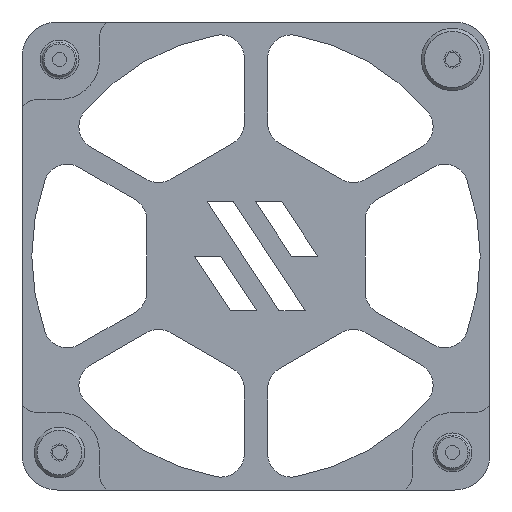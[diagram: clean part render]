
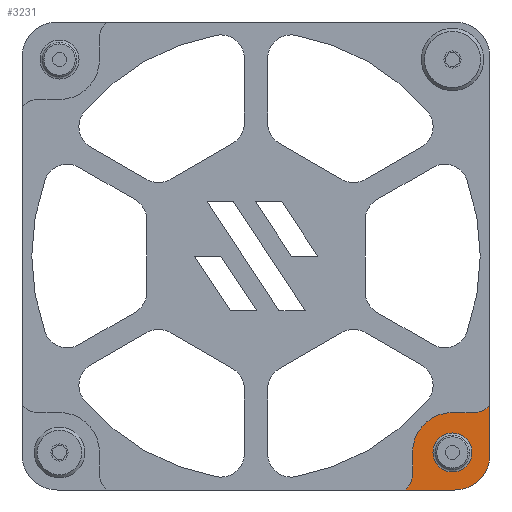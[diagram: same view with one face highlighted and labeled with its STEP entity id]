
A CAD part, left-side view. The second image highlights one B-rep face of the part: STEP entity #3231.
In plain terms, the highlighted planar face has unit normal (-1, 0, 0).
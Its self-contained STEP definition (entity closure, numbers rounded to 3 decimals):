
#48=FACE_BOUND('',#456,.T.);
#80=PLANE('',#3481);
#248=FACE_OUTER_BOUND('',#455,.T.);
#455=EDGE_LOOP('',(#2270,#2271,#2272,#2273,#2274,#2275,#2276,#2277));
#456=EDGE_LOOP('',(#2278,#2279));
#675=LINE('',#4966,#977);
#676=LINE('',#4970,#978);
#677=LINE('',#4974,#979);
#678=LINE('',#4978,#980);
#977=VECTOR('',#3915,10.);
#978=VECTOR('',#3918,10.);
#979=VECTOR('',#3921,10.);
#980=VECTOR('',#3924,10.);
#1286=CIRCLE('',#3476,2.5);
#1287=CIRCLE('',#3477,2.5);
#1290=CIRCLE('',#3482,4.5);
#1291=CIRCLE('',#3483,2.7);
#1292=CIRCLE('',#3484,5.123);
#1293=CIRCLE('',#3485,2.7);
#1456=VERTEX_POINT('',#4953);
#1457=VERTEX_POINT('',#4955);
#1459=VERTEX_POINT('',#4964);
#1460=VERTEX_POINT('',#4965);
#1461=VERTEX_POINT('',#4967);
#1462=VERTEX_POINT('',#4969);
#1463=VERTEX_POINT('',#4971);
#1464=VERTEX_POINT('',#4973);
#1465=VERTEX_POINT('',#4975);
#1466=VERTEX_POINT('',#4977);
#1759=EDGE_CURVE('',#1456,#1457,#1286,.T.);
#1760=EDGE_CURVE('',#1457,#1456,#1287,.T.);
#1764=EDGE_CURVE('',#1459,#1460,#675,.T.);
#1765=EDGE_CURVE('',#1461,#1459,#1290,.T.);
#1766=EDGE_CURVE('',#1462,#1461,#676,.T.);
#1767=EDGE_CURVE('',#1463,#1462,#1291,.T.);
#1768=EDGE_CURVE('',#1464,#1463,#677,.T.);
#1769=EDGE_CURVE('',#1465,#1464,#1292,.T.);
#1770=EDGE_CURVE('',#1466,#1465,#678,.T.);
#1771=EDGE_CURVE('',#1460,#1466,#1293,.T.);
#2270=ORIENTED_EDGE('',*,*,#1764,.F.);
#2271=ORIENTED_EDGE('',*,*,#1765,.F.);
#2272=ORIENTED_EDGE('',*,*,#1766,.F.);
#2273=ORIENTED_EDGE('',*,*,#1767,.F.);
#2274=ORIENTED_EDGE('',*,*,#1768,.F.);
#2275=ORIENTED_EDGE('',*,*,#1769,.F.);
#2276=ORIENTED_EDGE('',*,*,#1770,.F.);
#2277=ORIENTED_EDGE('',*,*,#1771,.F.);
#2278=ORIENTED_EDGE('',*,*,#1760,.F.);
#2279=ORIENTED_EDGE('',*,*,#1759,.F.);
#3231=ADVANCED_FACE('',(#248,#48),#80,.T.);
#3476=AXIS2_PLACEMENT_3D('',#4956,#3902,#3903);
#3477=AXIS2_PLACEMENT_3D('',#4957,#3904,#3905);
#3481=AXIS2_PLACEMENT_3D('',#4963,#3913,#3914);
#3482=AXIS2_PLACEMENT_3D('',#4968,#3916,#3917);
#3483=AXIS2_PLACEMENT_3D('',#4972,#3919,#3920);
#3484=AXIS2_PLACEMENT_3D('',#4976,#3922,#3923);
#3485=AXIS2_PLACEMENT_3D('',#4979,#3925,#3926);
#3902=DIRECTION('center_axis',(-1.,0.,0.));
#3903=DIRECTION('ref_axis',(0.,1.,0.));
#3904=DIRECTION('center_axis',(-1.,0.,0.));
#3905=DIRECTION('ref_axis',(0.,1.,0.));
#3913=DIRECTION('center_axis',(-1.,0.,0.));
#3914=DIRECTION('ref_axis',(0.,1.,0.));
#3915=DIRECTION('',(0.,1.,0.));
#3916=DIRECTION('center_axis',(1.,0.,0.));
#3917=DIRECTION('ref_axis',(0.,-1.,0.));
#3918=DIRECTION('',(0.,0.,-1.));
#3919=DIRECTION('center_axis',(-1.,0.,0.));
#3920=DIRECTION('ref_axis',(0.,0.,
-1.));
#3921=DIRECTION('',(0.,-1.,0.));
#3922=DIRECTION('center_axis',(1.,0.,0.));
#3923=DIRECTION('ref_axis',(0.,0.,1.));
#3924=DIRECTION('',(0.,0.,1.));
#3925=DIRECTION('center_axis',(-1.,0.,0.));
#3926=DIRECTION('ref_axis',(0.,0.,
-1.));
#4953=CARTESIAN_POINT('',(332.8,81.813,-111.784));
#4955=CARTESIAN_POINT('',(332.8,79.313,-114.284));
#4956=CARTESIAN_POINT('Origin',(332.8,81.813,-114.284));
#4957=CARTESIAN_POINT('Origin',(332.8,81.813,-114.284));
#4963=CARTESIAN_POINT('Origin',(332.8,82.411,-113.685));
#4964=CARTESIAN_POINT('',(332.8,81.5,-119.096));
#4965=CARTESIAN_POINT('',(332.8,87.821,-119.096));
#4966=CARTESIAN_POINT('',(332.8,81.955,-119.096));
#4967=CARTESIAN_POINT('',(332.8,77.,-114.596));
#4968=CARTESIAN_POINT('Origin',(332.8,81.5,-114.596));
#4969=CARTESIAN_POINT('',(332.8,77.,-108.275));
#4970=CARTESIAN_POINT('',(332.8,77.,-88.641));
#4971=CARTESIAN_POINT('',(332.8,79.,-109.161));
#4972=CARTESIAN_POINT('Origin',(332.8,79.,-106.461));
#4973=CARTESIAN_POINT('',(332.8,81.813,-109.161));
#4974=CARTESIAN_POINT('',(332.8,81.813,-109.161));
#4975=CARTESIAN_POINT('',(332.8,86.935,-114.284));
#4976=CARTESIAN_POINT('Origin',(332.8,81.813,-114.284));
#4977=CARTESIAN_POINT('',(332.8,86.935,-117.096));
#4978=CARTESIAN_POINT('',(332.8,86.935,-117.096));
#4979=CARTESIAN_POINT('Origin',(332.8,89.635,-117.096));
